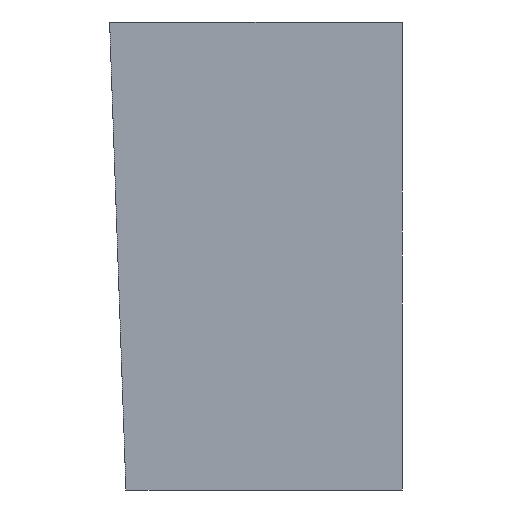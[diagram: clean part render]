
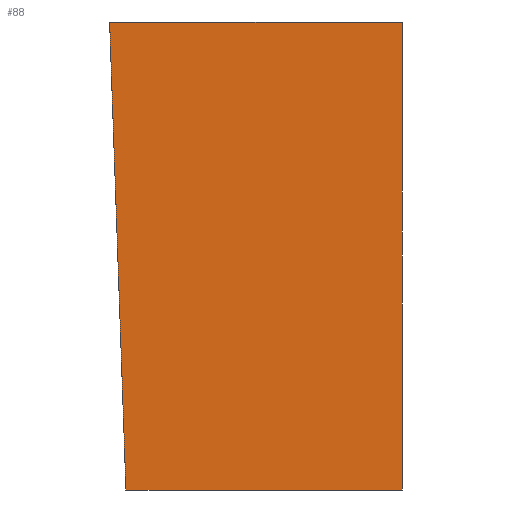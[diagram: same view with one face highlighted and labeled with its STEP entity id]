
A CAD part, left-side view. The second image highlights one B-rep face of the part: STEP entity #88.
In plain terms, the highlighted planar face has unit normal (-1, 0, 0).
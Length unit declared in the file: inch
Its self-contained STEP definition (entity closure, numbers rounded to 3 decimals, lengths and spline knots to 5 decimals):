
#2 = EDGE_CURVE ( 'NONE', #360, #355, #210, .T. ) ;
#3 = AXIS2_PLACEMENT_3D ( 'NONE', #252, #281, #269 ) ;
#25 = EDGE_CURVE ( 'NONE', #290, #355, #132, .T. ) ;
#34 = EDGE_CURVE ( 'NONE', #293, #290, #219, .T. ) ;
#38 = EDGE_CURVE ( 'NONE', #293, #360, #199, .T. ) ;
#88 = ADVANCED_FACE ( 'NONE', ( #111 ), #317, .T. ) ;
#111 = FACE_OUTER_BOUND ( 'NONE', #185, .T. ) ;
#124 = ORIENTED_EDGE ( 'NONE', *, *, #34, .F. ) ;
#132 = LINE ( 'NONE', #339, #161 ) ;
#161 = VECTOR ( 'NONE', #337, 39.37008 ) ;
#163 = ORIENTED_EDGE ( 'NONE', *, *, #25, .F. ) ;
#185 = EDGE_LOOP ( 'NONE', ( #223, #163, #124, #201 ) ) ;
#199 = LINE ( 'NONE', #325, #227 ) ;
#201 = ORIENTED_EDGE ( 'NONE', *, *, #38, .T. ) ;
#205 = VECTOR ( 'NONE', #306, 39.37008 ) ;
#210 = LINE ( 'NONE', #375, #205 ) ;
#214 = VECTOR ( 'NONE', #352, 39.37008 ) ;
#219 = LINE ( 'NONE', #353, #214 ) ;
#223 = ORIENTED_EDGE ( 'NONE', *, *, #2, .T. ) ;
#227 = VECTOR ( 'NONE', #324, 39.37008 ) ;
#252 = CARTESIAN_POINT ( 'NONE',  ( -0.785, 0., -0.787 ) ) ;
#265 = CARTESIAN_POINT ( 'NONE',  ( -0.785, 0.85852, -0.787 ) ) ;
#268 = CARTESIAN_POINT ( 'NONE',  ( -0.785, 0.3937, 0. ) ) ;
#269 = DIRECTION ( 'NONE',  ( 0., 0., 1. ) ) ;
#276 = CARTESIAN_POINT ( 'NONE',  ( -0.785, 0.886, 0. ) ) ;
#279 = CARTESIAN_POINT ( 'NONE',  ( -0.785, 0.3937, -0.787 ) ) ;
#281 = DIRECTION ( 'NONE',  ( -1., 0., 0. ) ) ;
#290 = VERTEX_POINT ( 'NONE', #276 ) ;
#293 = VERTEX_POINT ( 'NONE', #265 ) ;
#306 = DIRECTION ( 'NONE',  ( 0., 0., 1. ) ) ;
#317 = PLANE ( 'NONE',  #3 ) ;
#324 = DIRECTION ( 'NONE',  ( 0., -1., 0. ) ) ;
#325 = CARTESIAN_POINT ( 'NONE',  ( -0.785, 0., -0.787 ) ) ;
#337 = DIRECTION ( 'NONE',  ( 0., -1., 0. ) ) ;
#339 = CARTESIAN_POINT ( 'NONE',  ( -0.785, 0., 0. ) ) ;
#352 = DIRECTION ( 'NONE',  ( 0., 0.035, 0.999 ) ) ;
#353 = CARTESIAN_POINT ( 'NONE',  ( -0.785, 0.85747, -0.81694 ) ) ;
#355 = VERTEX_POINT ( 'NONE', #268 ) ;
#360 = VERTEX_POINT ( 'NONE', #279 ) ;
#375 = CARTESIAN_POINT ( 'NONE',  ( -0.785, 0.3937, -2.40561 ) ) ;
